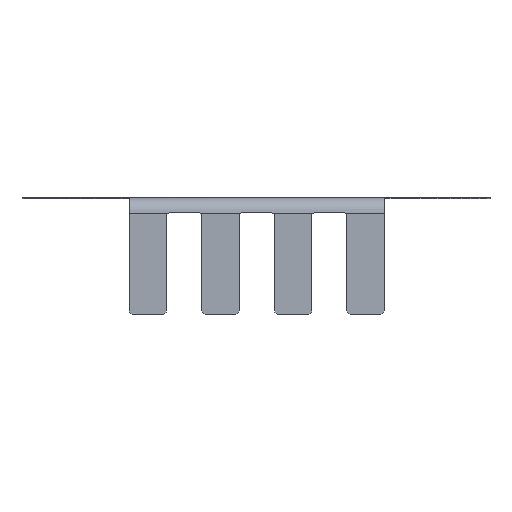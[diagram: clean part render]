
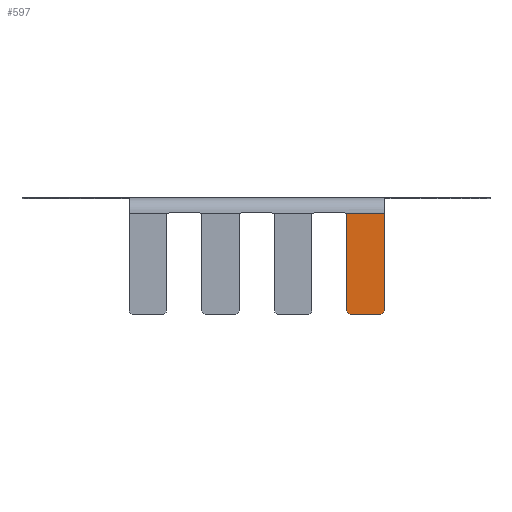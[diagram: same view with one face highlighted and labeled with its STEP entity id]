
A CAD part, left-side view. The second image highlights one B-rep face of the part: STEP entity #597.
In plain terms, the highlighted planar face has unit normal (-1, 0, 0).
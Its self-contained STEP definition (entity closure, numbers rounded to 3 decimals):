
#597 = ADVANCED_FACE('',(#598),#720,.F.);
#598 = FACE_BOUND('',#599,.T.);
#599 = EDGE_LOOP('',(#600,#610,#618,#626,#634,#642,#650,#658,#666,#674,
    #682,#690,#698,#706,#714));
#600 = ORIENTED_EDGE('',*,*,#601,.T.);
#601 = EDGE_CURVE('',#602,#604,#606,.T.);
#602 = VERTEX_POINT('',#603);
#603 = CARTESIAN_POINT('',(95.894,71.661,
    -1.05));
#604 = VERTEX_POINT('',#605);
#605 = CARTESIAN_POINT('',(95.894,71.608,
    -1.103));
#606 = LINE('',#607,#608);
#607 = CARTESIAN_POINT('',(95.894,71.661,
    -1.05));
#608 = VECTOR('',#609,1.);
#609 = DIRECTION('',(0.,-0.707,-0.707)
  );
#610 = ORIENTED_EDGE('',*,*,#611,.T.);
#611 = EDGE_CURVE('',#604,#612,#614,.T.);
#612 = VERTEX_POINT('',#613);
#613 = CARTESIAN_POINT('',(95.894,71.578,
    -1.175));
#614 = LINE('',#615,#616);
#615 = CARTESIAN_POINT('',(95.894,71.608,
    -1.103));
#616 = VECTOR('',#617,1.);
#617 = DIRECTION('',(0.,-0.385,-0.923)
  );
#618 = ORIENTED_EDGE('',*,*,#619,.T.);
#619 = EDGE_CURVE('',#612,#620,#622,.T.);
#620 = VERTEX_POINT('',#621);
#621 = CARTESIAN_POINT('',(95.894,71.574,
    -1.214));
#622 = LINE('',#623,#624);
#623 = CARTESIAN_POINT('',(95.894,71.578,
    -1.175));
#624 = VECTOR('',#625,1.);
#625 = DIRECTION('',(0.,-0.102,-0.995)
  );
#626 = ORIENTED_EDGE('',*,*,#627,.T.);
#627 = EDGE_CURVE('',#620,#628,#630,.T.);
#628 = VERTEX_POINT('',#629);
#629 = CARTESIAN_POINT('',(95.894,71.574,
    -7.774));
#630 = LINE('',#631,#632);
#631 = CARTESIAN_POINT('',(95.894,71.574,
    -1.214));
#632 = VECTOR('',#633,1.);
#633 = DIRECTION('',(0.,0.,-1.));
#634 = ORIENTED_EDGE('',*,*,#635,.T.);
#635 = EDGE_CURVE('',#628,#636,#638,.T.);
#636 = VERTEX_POINT('',#637);
#637 = CARTESIAN_POINT('',(95.894,71.529,
    -7.884));
#638 = LINE('',#639,#640);
#639 = CARTESIAN_POINT('',(95.894,71.574,
    -7.774));
#640 = VECTOR('',#641,1.);
#641 = DIRECTION('',(0.,-0.379,-0.926));
#642 = ORIENTED_EDGE('',*,*,#643,.T.);
#643 = EDGE_CURVE('',#636,#644,#646,.T.);
#644 = VERTEX_POINT('',#645);
#645 = CARTESIAN_POINT('',(95.894,71.444,
    -7.969));
#646 = LINE('',#647,#648);
#647 = CARTESIAN_POINT('',(95.894,71.529,
    -7.884));
#648 = VECTOR('',#649,1.);
#649 = DIRECTION('',(0.,-0.707,-0.707)
  );
#650 = ORIENTED_EDGE('',*,*,#651,.T.);
#651 = EDGE_CURVE('',#644,#652,#654,.T.);
#652 = VERTEX_POINT('',#653);
#653 = CARTESIAN_POINT('',(95.894,71.334,-8.014));
#654 = LINE('',#655,#656);
#655 = CARTESIAN_POINT('',(95.894,71.444,
    -7.969));
#656 = VECTOR('',#657,1.);
#657 = DIRECTION('',(0.,-0.926,-0.379)
  );
#658 = ORIENTED_EDGE('',*,*,#659,.T.);
#659 = EDGE_CURVE('',#652,#660,#662,.T.);
#660 = VERTEX_POINT('',#661);
#661 = CARTESIAN_POINT('',(95.894,71.274,-8.014));
#662 = LINE('',#663,#664);
#663 = CARTESIAN_POINT('',(95.894,71.334,-8.014));
#664 = VECTOR('',#665,1.);
#665 = DIRECTION('',(-0.,-1.,0.));
#666 = ORIENTED_EDGE('',*,*,#667,.T.);
#667 = EDGE_CURVE('',#660,#668,#670,.T.);
#668 = VERTEX_POINT('',#669);
#669 = CARTESIAN_POINT('',(95.894,69.274,-8.014));
#670 = LINE('',#671,#672);
#671 = CARTESIAN_POINT('',(95.894,71.274,-8.014));
#672 = VECTOR('',#673,1.);
#673 = DIRECTION('',(-0.,-1.,0.));
#674 = ORIENTED_EDGE('',*,*,#675,.T.);
#675 = EDGE_CURVE('',#668,#676,#678,.T.);
#676 = VERTEX_POINT('',#677);
#677 = CARTESIAN_POINT('',(95.894,69.214,-8.014));
#678 = LINE('',#679,#680);
#679 = CARTESIAN_POINT('',(95.894,69.274,-8.014));
#680 = VECTOR('',#681,1.);
#681 = DIRECTION('',(-0.,-1.,0.));
#682 = ORIENTED_EDGE('',*,*,#683,.T.);
#683 = EDGE_CURVE('',#676,#684,#686,.T.);
#684 = VERTEX_POINT('',#685);
#685 = CARTESIAN_POINT('',(95.894,69.104,
    -7.969));
#686 = LINE('',#687,#688);
#687 = CARTESIAN_POINT('',(95.894,69.214,-8.014));
#688 = VECTOR('',#689,1.);
#689 = DIRECTION('',(0.,-0.926,0.379)
  );
#690 = ORIENTED_EDGE('',*,*,#691,.T.);
#691 = EDGE_CURVE('',#684,#692,#694,.T.);
#692 = VERTEX_POINT('',#693);
#693 = CARTESIAN_POINT('',(95.894,69.019,
    -7.884));
#694 = LINE('',#695,#696);
#695 = CARTESIAN_POINT('',(95.894,69.104,
    -7.969));
#696 = VECTOR('',#697,1.);
#697 = DIRECTION('',(0.,-0.707,0.707)
  );
#698 = ORIENTED_EDGE('',*,*,#699,.T.);
#699 = EDGE_CURVE('',#692,#700,#702,.T.);
#700 = VERTEX_POINT('',#701);
#701 = CARTESIAN_POINT('',(95.894,68.974,-7.774)
  );
#702 = LINE('',#703,#704);
#703 = CARTESIAN_POINT('',(95.894,69.019,
    -7.884));
#704 = VECTOR('',#705,1.);
#705 = DIRECTION('',(0.,-0.379,0.926));
#706 = ORIENTED_EDGE('',*,*,#707,.T.);
#707 = EDGE_CURVE('',#700,#708,#710,.T.);
#708 = VERTEX_POINT('',#709);
#709 = CARTESIAN_POINT('',(95.894,68.974,-1.05)
  );
#710 = LINE('',#711,#712);
#711 = CARTESIAN_POINT('',(95.894,68.974,-7.774)
  );
#712 = VECTOR('',#713,1.);
#713 = DIRECTION('',(0.,0.,1.));
#714 = ORIENTED_EDGE('',*,*,#715,.T.);
#715 = EDGE_CURVE('',#708,#602,#716,.T.);
#716 = LINE('',#717,#718);
#717 = CARTESIAN_POINT('',(95.894,68.974,-1.05)
  );
#718 = VECTOR('',#719,1.);
#719 = DIRECTION('',(0.,1.,0.));
#720 = PLANE('',#721);
#721 = AXIS2_PLACEMENT_3D('',#722,#723,#724);
#722 = CARTESIAN_POINT('',(95.894,70.282,
    -4.465));
#723 = DIRECTION('',(1.,-0.,0.));
#724 = DIRECTION('',(0.,-0.,-1.));
